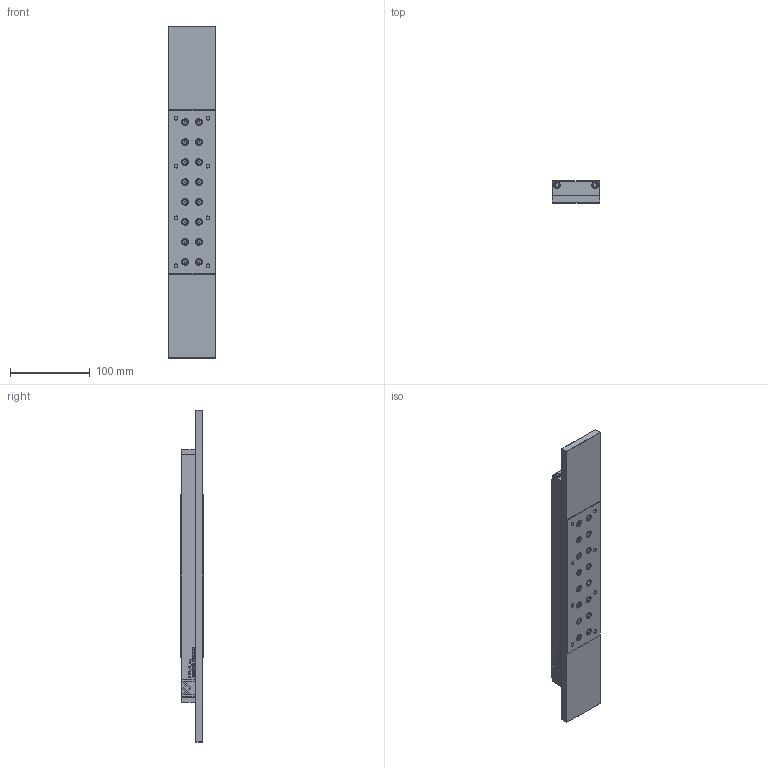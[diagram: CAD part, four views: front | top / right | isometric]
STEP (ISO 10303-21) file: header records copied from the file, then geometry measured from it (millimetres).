
FILE_DESCRIPTION(/* description */ (''),/* implementation_level */ '2;1');
FILE_NAME(/* name */ 'RTNG-3200.stp',/* time_stamp */ '2024-10-01T12:17:57+02:00',/* author */ (''),/* organization */ (''),/* preprocessor_version */ 'ST-DEVELOPER v16.7',/* originating_system */ 'SIEMENS PLM Software NX 12.0',/* authorisation */ '');
FILE_SCHEMA (('AUTOMOTIVE_DESIGN { 1 0 10303 214 3 1 1 1 }'));
Length unit declared in the file: millimetre
Products named in the file (1): RTNG-3200_stp
Bounding box: 59.5 x 28 x 416 mm (x, y, z)
Volume: 497347.2 mm3; surface area: 143717.7 mm2
Topology: 4 solids, 4 shells, 1485 faces, 3679 edges, 2360 vertices
Faces by surface type: plane 918, cylinder 199, bspline 180, cone 116, torus 72
Entity records: 48714 total; most frequent: CARTESIAN_POINT 10009, ORIENTED_EDGE 7358, DIRECTION 6645, EDGE_CURVE 3679, LINE 2605, VECTOR 2605, VERTEX_POINT 2360, AXIS2_PLACEMENT_3D 2020
